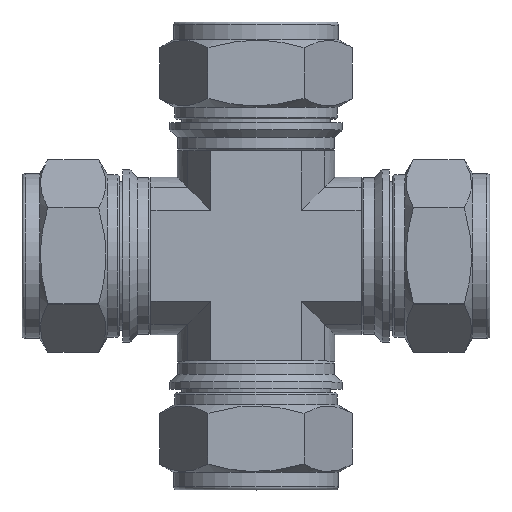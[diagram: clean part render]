
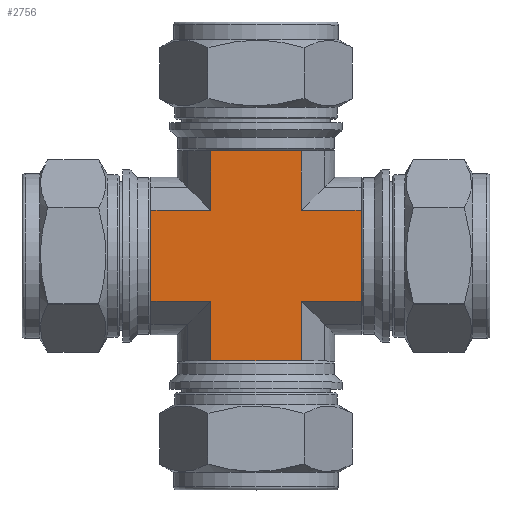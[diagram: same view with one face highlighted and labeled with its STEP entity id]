
A CAD part, top view. The second image highlights one B-rep face of the part: STEP entity #2756.
In plain terms, the highlighted planar face has unit normal (0, 0, 1).
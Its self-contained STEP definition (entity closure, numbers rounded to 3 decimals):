
#478=FACE_OUTER_BOUND('',#666,.T.);
#666=EDGE_LOOP('',(#2481,#2482,#2483,#2484,#2485,#2486,#2487,#2488,#2489,
#2490,#2491,#2492));
#799=LINE('',#4797,#975);
#801=LINE('',#4802,#977);
#809=LINE('',#4823,#985);
#814=LINE('',#4833,#990);
#815=LINE('',#4835,#991);
#822=LINE('',#4851,#998);
#834=LINE('',#4877,#1010);
#840=LINE('',#4892,#1016);
#841=LINE('',#4895,#1017);
#843=LINE('',#4901,#1019);
#844=LINE('',#4902,#1020);
#845=LINE('',#4903,#1021);
#975=VECTOR('',#3877,10.);
#977=VECTOR('',#3881,10.);
#985=VECTOR('',#3899,10.);
#990=VECTOR('',#3906,10.);
#991=VECTOR('',#3909,10.);
#998=VECTOR('',#3926,10.);
#1010=VECTOR('',#3950,10.);
#1016=VECTOR('',#3966,10.);
#1017=VECTOR('',#3969,10.);
#1019=VECTOR('',#3977,10.);
#1020=VECTOR('',#3978,10.);
#1021=VECTOR('',#3979,10.);
#1291=VERTEX_POINT('',#4793);
#1292=VERTEX_POINT('',#4795);
#1293=VERTEX_POINT('',#4799);
#1294=VERTEX_POINT('',#4801);
#1301=VERTEX_POINT('',#4820);
#1302=VERTEX_POINT('',#4822);
#1304=VERTEX_POINT('',#4827);
#1306=VERTEX_POINT('',#4831);
#1318=VERTEX_POINT('',#4876);
#1322=VERTEX_POINT('',#4890);
#1323=VERTEX_POINT('',#4894);
#1324=VERTEX_POINT('',#4900);
#1667=EDGE_CURVE('',#1292,#1291,#799,.T.);
#1669=EDGE_CURVE('',#1293,#1294,#801,.T.);
#1679=EDGE_CURVE('',#1302,#1301,#809,.T.);
#1684=EDGE_CURVE('',#1304,#1306,#814,.T.);
#1685=EDGE_CURVE('',#1302,#1292,#815,.T.);
#1694=EDGE_CURVE('',#1294,#1306,#822,.T.);
#1707=EDGE_CURVE('',#1304,#1318,#834,.T.);
#1715=EDGE_CURVE('',#1301,#1322,#840,.T.);
#1716=EDGE_CURVE('',#1323,#1291,#841,.T.);
#1718=EDGE_CURVE('',#1324,#1293,#843,.T.);
#1719=EDGE_CURVE('',#1323,#1324,#844,.T.);
#1720=EDGE_CURVE('',#1318,#1322,#845,.T.);
#2481=ORIENTED_EDGE('',*,*,#1718,.F.);
#2482=ORIENTED_EDGE('',*,*,#1719,.F.);
#2483=ORIENTED_EDGE('',*,*,#1716,.T.);
#2484=ORIENTED_EDGE('',*,*,#1667,.F.);
#2485=ORIENTED_EDGE('',*,*,#1685,.F.);
#2486=ORIENTED_EDGE('',*,*,#1679,.T.);
#2487=ORIENTED_EDGE('',*,*,#1715,.T.);
#2488=ORIENTED_EDGE('',*,*,#1720,.F.);
#2489=ORIENTED_EDGE('',*,*,#1707,.F.);
#2490=ORIENTED_EDGE('',*,*,#1684,.T.);
#2491=ORIENTED_EDGE('',*,*,#1694,.F.);
#2492=ORIENTED_EDGE('',*,*,#1669,.F.);
#2587=PLANE('',#3121);
#2756=ADVANCED_FACE('',(#478),#2587,.T.);
#3121=AXIS2_PLACEMENT_3D('',#4899,#3975,#3976);
#3877=DIRECTION('',(0.,-1.,0.));
#3881=DIRECTION('',(0.,-1.,0.));
#3899=DIRECTION('',(0.,-1.,0.));
#3906=DIRECTION('',(0.,-1.,0.));
#3909=DIRECTION('',(1.,0.,0.));
#3926=DIRECTION('',(-1.,0.,0.));
#3950=DIRECTION('',(-1.,0.,0.));
#3966=DIRECTION('',(-1.,0.,0.));
#3969=DIRECTION('',(-1.,0.,0.));
#3975=DIRECTION('center_axis',(0.,0.,1.));
#3976=DIRECTION('ref_axis',(0.,1.,0.));
#3977=DIRECTION('',(-1.,0.,0.));
#3978=DIRECTION('',(0.,-1.,0.));
#3979=DIRECTION('',(0.,1.,0.));
#4793=CARTESIAN_POINT('',(7.794,7.794,13.5));
#4795=CARTESIAN_POINT('',(7.794,18.,13.5));
#4797=CARTESIAN_POINT('',(7.794,0.,13.5));
#4799=CARTESIAN_POINT('',(7.794,-7.794,13.5));
#4801=CARTESIAN_POINT('',(7.794,-18.,13.5));
#4802=CARTESIAN_POINT('',(7.794,0.,13.5));
#4820=CARTESIAN_POINT('',(-7.794,7.794,13.5));
#4822=CARTESIAN_POINT('',(-7.794,18.,13.5));
#4823=CARTESIAN_POINT('',(-7.794,0.,13.5));
#4827=CARTESIAN_POINT('',(-7.794,-7.794,13.5));
#4831=CARTESIAN_POINT('',(-7.794,-18.,13.5));
#4833=CARTESIAN_POINT('',(-7.794,0.,13.5));
#4835=CARTESIAN_POINT('',(7.794,18.,13.5));
#4851=CARTESIAN_POINT('',(7.794,-18.,13.5));
#4876=CARTESIAN_POINT('',(-18.,-7.794,13.5));
#4877=CARTESIAN_POINT('',(0.,-7.794,13.5));
#4890=CARTESIAN_POINT('',(-18.,7.794,13.5));
#4892=CARTESIAN_POINT('',(0.,7.794,13.5));
#4894=CARTESIAN_POINT('',(18.,7.794,13.5));
#4895=CARTESIAN_POINT('',(0.,7.794,13.5));
#4899=CARTESIAN_POINT('Origin',(0.,-7.794,
13.5));
#4900=CARTESIAN_POINT('',(18.,-7.794,13.5));
#4901=CARTESIAN_POINT('',(0.,-7.794,13.5));
#4902=CARTESIAN_POINT('',(18.,-7.794,13.5));
#4903=CARTESIAN_POINT('',(-18.,-7.794,13.5));
